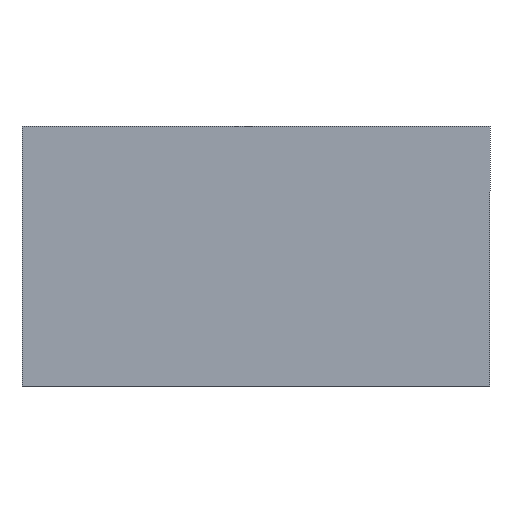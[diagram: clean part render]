
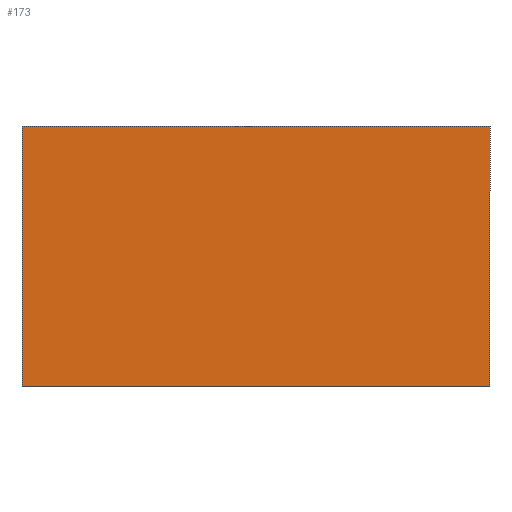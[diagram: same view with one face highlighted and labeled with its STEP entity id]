
A CAD part, front view. The second image highlights one B-rep face of the part: STEP entity #173.
In plain terms, the highlighted planar face has unit normal (0, -1, 0).
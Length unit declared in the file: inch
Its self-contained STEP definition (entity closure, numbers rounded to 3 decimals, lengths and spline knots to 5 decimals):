
#11 = VECTOR ( 'NONE', #174, 39.37008 ) ;
#15 = LINE ( 'NONE', #97, #114 ) ;
#17 = EDGE_CURVE ( 'NONE', #83, #68, #175, .T. ) ;
#21 = CARTESIAN_POINT ( 'NONE',  ( 0., 0., 0. ) ) ;
#23 = LINE ( 'NONE', #105, #141 ) ;
#25 = CARTESIAN_POINT ( 'NONE',  ( 4.5, 0., 0. ) ) ;
#36 = EDGE_LOOP ( 'NONE', ( #158, #62, #168, #45 ) ) ;
#40 = CARTESIAN_POINT ( 'NONE',  ( 0., 0., 0. ) ) ;
#41 = AXIS2_PLACEMENT_3D ( 'NONE', #21, #107, #182 ) ;
#42 = EDGE_CURVE ( 'NONE', #68, #116, #15, .T. ) ;
#45 = ORIENTED_EDGE ( 'NONE', *, *, #17, .F. ) ;
#46 = DIRECTION ( 'NONE',  ( 0., 0., 1. ) ) ;
#57 = CARTESIAN_POINT ( 'NONE',  ( 0., 0., 2.5 ) ) ;
#62 = ORIENTED_EDGE ( 'NONE', *, *, #185, .F. ) ;
#65 = LINE ( 'NONE', #40, #122 ) ;
#68 = VERTEX_POINT ( 'NONE', #85 ) ;
#83 = VERTEX_POINT ( 'NONE', #57 ) ;
#85 = CARTESIAN_POINT ( 'NONE',  ( 4.5, 0., 2.5 ) ) ;
#95 = VERTEX_POINT ( 'NONE', #108 ) ;
#97 = CARTESIAN_POINT ( 'NONE',  ( 4.5, 0., 0. ) ) ;
#105 = CARTESIAN_POINT ( 'NONE',  ( 0., 0., 0. ) ) ;
#107 = DIRECTION ( 'NONE',  ( 0., 1., 0. ) ) ;
#108 = CARTESIAN_POINT ( 'NONE',  ( 0., 0., 0. ) ) ;
#114 = VECTOR ( 'NONE', #156, 39.37008 ) ;
#116 = VERTEX_POINT ( 'NONE', #25 ) ;
#121 = PLANE ( 'NONE',  #41 ) ;
#122 = VECTOR ( 'NONE', #46, 39.37008 ) ;
#135 = DIRECTION ( 'NONE',  ( -1., 0., 0. ) ) ;
#141 = VECTOR ( 'NONE', #135, 39.37008 ) ;
#156 = DIRECTION ( 'NONE',  ( 0., 0., -1. ) ) ;
#158 = ORIENTED_EDGE ( 'NONE', *, *, #202, .F. ) ;
#168 = ORIENTED_EDGE ( 'NONE', *, *, #42, .F. ) ;
#173 = ADVANCED_FACE ( 'NONE', ( #178 ), #121, .F. ) ;
#174 = DIRECTION ( 'NONE',  ( 1., 0., 0. ) ) ;
#175 = LINE ( 'NONE', #187, #11 ) ;
#178 = FACE_OUTER_BOUND ( 'NONE', #36, .T. ) ;
#182 = DIRECTION ( 'NONE',  ( 0., 0., 1. ) ) ;
#185 = EDGE_CURVE ( 'NONE', #116, #95, #23, .T. ) ;
#187 = CARTESIAN_POINT ( 'NONE',  ( 0., 0., 2.5 ) ) ;
#202 = EDGE_CURVE ( 'NONE', #95, #83, #65, .T. ) ;
